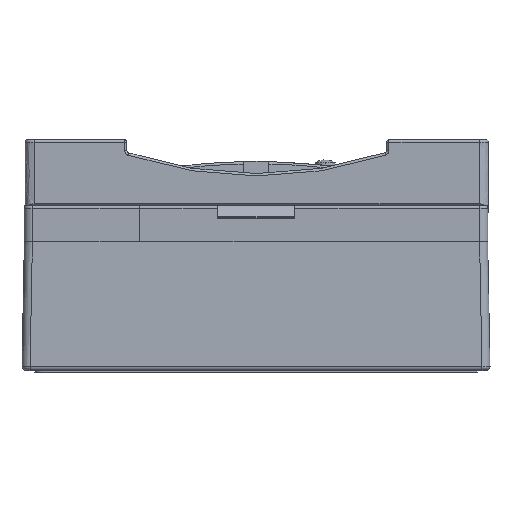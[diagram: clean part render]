
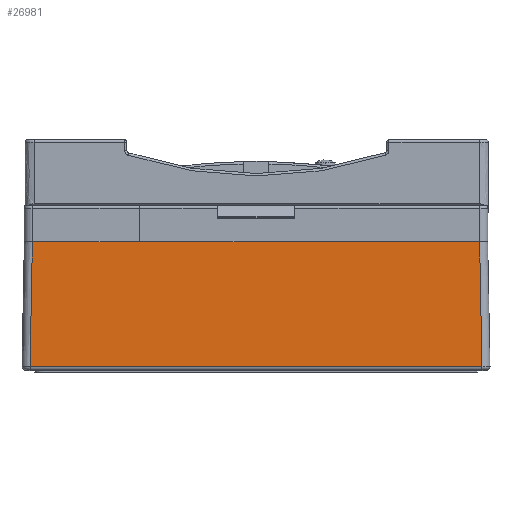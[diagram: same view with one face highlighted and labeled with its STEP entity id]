
A CAD part, left-side view. The second image highlights one B-rep face of the part: STEP entity #26981.
In plain terms, the highlighted free-form (B-spline) face has degree [1, 1] with [2, 2] control points.
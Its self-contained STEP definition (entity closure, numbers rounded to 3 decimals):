
#2381=CARTESIAN_POINT('',(-22.392,-28.091,0.708));
#2382=VERTEX_POINT('',#2381);
#2426=CARTESIAN_POINT('',(-22.392,28.091,0.708));
#2427=VERTEX_POINT('',#2426);
#2428=CARTESIAN_POINT('',(-22.392,28.091,0.708));
#2429=DIRECTION('',(0.0,-1.0,0.0));
#2430=VECTOR('',#2429,56.182);
#2431=LINE('',#2428,#2430);
#2432=EDGE_CURVE('',#2427,#2382,#2431,.T.);
#25289=CARTESIAN_POINT('',(-22.15,14.5,16.2));
#25290=VERTEX_POINT('',#25289);
#25299=CARTESIAN_POINT('',(-22.15,14.45,16.2));
#25300=VERTEX_POINT('',#25299);
#25301=CARTESIAN_POINT('',(-22.15,14.45,16.2));
#25302=DIRECTION('',(0.,1.0,0.));
#25303=VECTOR('',#25302,0.05);
#25304=LINE('',#25301,#25303);
#25305=EDGE_CURVE('',#25300,#25290,#25304,.T.);
#25364=CARTESIAN_POINT('',(-22.15,27.8,16.2));
#25365=VERTEX_POINT('',#25364);
#25630=CARTESIAN_POINT('',(-22.15,27.8,16.2));
#25631=DIRECTION('',(-0.016,0.019,-1.));
#25632=VECTOR('',#25631,15.497);
#25633=LINE('',#25630,#25632);
#25634=EDGE_CURVE('',#25365,#2427,#25633,.T.);
#26732=CARTESIAN_POINT('',(-22.15,-27.8,16.2));
#26733=VERTEX_POINT('',#26732);
#26937=CARTESIAN_POINT('',(-22.392,-28.091,0.708));
#26938=CARTESIAN_POINT('',(-22.15,-28.091,16.2));
#26939=CARTESIAN_POINT('',(-22.392,28.091,0.708));
#26940=CARTESIAN_POINT('',(-22.15,28.091,16.2));
#26941=B_SPLINE_SURFACE_WITH_KNOTS('',1,1,((#26937,#26939),(#26938,#26940)),.UNSPECIFIED.,.F.,.F.,.U.,(2,2),(2,2),(0.0,15.494),(0.0,56.182),.UNSPECIFIED.);
#26942=CARTESIAN_POINT('',(-22.392,-28.091,0.708));
#26943=DIRECTION('',(0.016,0.019,1.));
#26944=VECTOR('',#26943,15.497);
#26945=LINE('',#26942,#26944);
#26946=EDGE_CURVE('',#2382,#26733,#26945,.T.);
#26947=ORIENTED_EDGE('',*,*,#26946,.T.);
#26948=CARTESIAN_POINT('',(-22.15,-27.8,16.2));
#26949=VERTEX_POINT('',#26948);
#26950=CARTESIAN_POINT('',(-22.15,-27.8,16.2));
#26951=DIRECTION('',(0.,1.0,0.));
#26952=VECTOR('',#26951,0.);
#26953=LINE('',#26950,#26952);
#26954=EDGE_CURVE('',#26733,#26949,#26953,.T.);
#26955=ORIENTED_EDGE('',*,*,#26954,.T.);
#26956=CARTESIAN_POINT('',(-22.15,-27.8,16.2));
#26957=DIRECTION('',(0.0,1.0,0.0));
#26958=VECTOR('',#26957,42.25);
#26959=LINE('',#26956,#26958);
#26960=EDGE_CURVE('',#26949,#25300,#26959,.T.);
#26961=ORIENTED_EDGE('',*,*,#26960,.T.);
#26962=ORIENTED_EDGE('',*,*,#25305,.T.);
#26963=CARTESIAN_POINT('',(-22.15,27.8,16.2));
#26964=VERTEX_POINT('',#26963);
#26965=CARTESIAN_POINT('',(-22.15,14.5,16.2));
#26966=DIRECTION('',(0.0,1.0,0.0));
#26967=VECTOR('',#26966,13.3);
#26968=LINE('',#26965,#26967);
#26969=EDGE_CURVE('',#25290,#26964,#26968,.T.);
#26970=ORIENTED_EDGE('',*,*,#26969,.T.);
#26971=CARTESIAN_POINT('',(-22.15,27.8,16.2));
#26972=DIRECTION('',(0.,1.0,0.));
#26973=VECTOR('',#26972,0.);
#26974=LINE('',#26971,#26973);
#26975=EDGE_CURVE('',#26964,#25365,#26974,.T.);
#26976=ORIENTED_EDGE('',*,*,#26975,.T.);
#26977=ORIENTED_EDGE('',*,*,#25634,.T.);
#26978=ORIENTED_EDGE('',*,*,#2432,.T.);
#26979=EDGE_LOOP('',(#26947,#26955,#26961,#26962,#26970,#26976,#26977,#26978));
#26980=FACE_OUTER_BOUND('',#26979,.T.);
#26981=ADVANCED_FACE('',(#26980),#26941,.T.);
